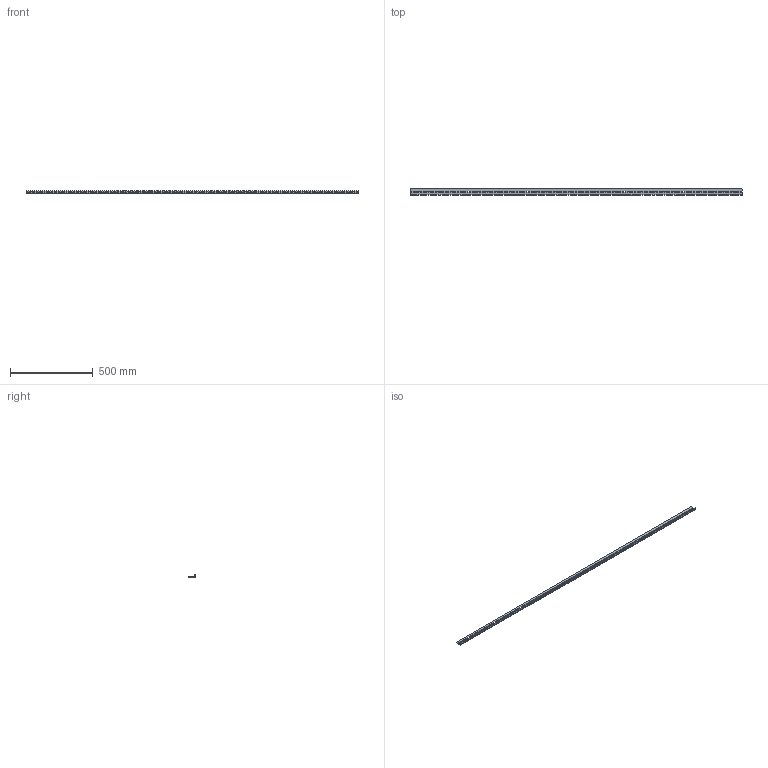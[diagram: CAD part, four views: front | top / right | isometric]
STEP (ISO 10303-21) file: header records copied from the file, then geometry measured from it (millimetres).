
FILE_DESCRIPTION(/* description */ ('Unknown'),/* implementation_level */ '2;1');
FILE_NAME(/* name */ 'URR45U',/* time_stamp */ '2016-06-10T13:59:53-04:00',/* author */ ('Unknown'),/* organization */ ('Unknown'),/* preprocessor_version */ 'ST-DEVELOPER v16.7',/* originating_system */ 'DEX',/* authorisation */ $);
FILE_SCHEMA (('AUTOMOTIVE_DESIGN {1 0 10303 214 3 1 1}'));
Length unit declared in the file: millimetre
Products named in the file (1): COM57213-45
Bounding box: 2000.25 x 38.1 x 15.88 mm (x, y, z)
Volume: 220516 mm3; surface area: 205003 mm2
Topology: 1 solids, 1 shells, 556 faces, 1665 edges, 1155 vertices
Faces by surface type: plane 284, cylinder 272
Full cylindrical faces by diameter (mm): 4.496 x135, 6.756 x45
Entity records: 17864 total; most frequent: DIRECTION 3008, CARTESIAN_POINT 2927, ORIENTED_EDGE 2700, EDGE_CURVE 1350, EDGE_LOOP 1228, FACE_BOUND 1228, AXIS2_PLACEMENT_3D 1101, VERTEX_POINT 1020
